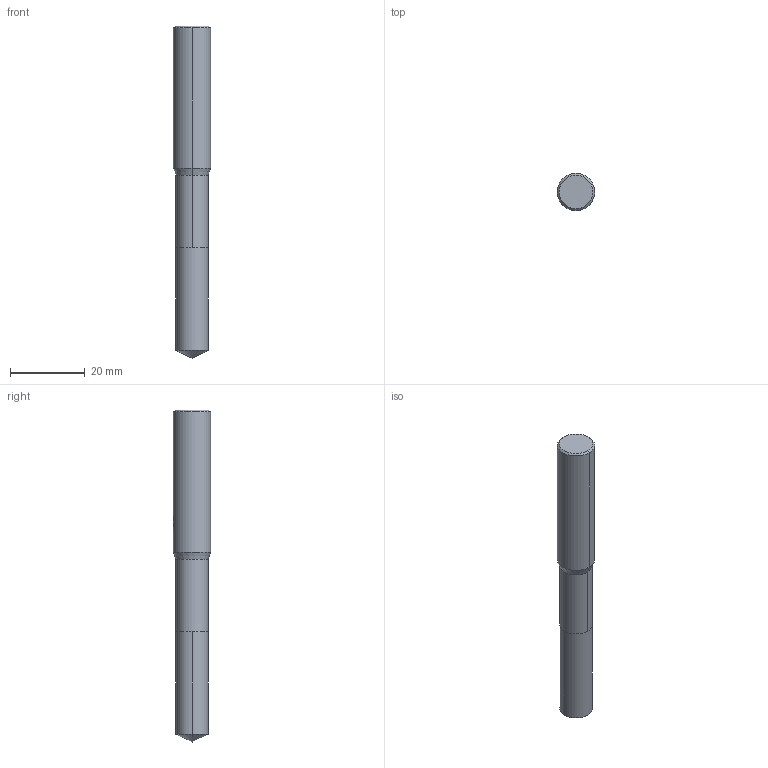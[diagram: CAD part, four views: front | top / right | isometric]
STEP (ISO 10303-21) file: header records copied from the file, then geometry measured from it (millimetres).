
FILE_DESCRIPTION(('no description'),'unknown implementation level');
FILE_NAME('solid9om4VGvQLeJ8VkHUlavyBISHNx4_1.STP',' ',('CIMSOURCE GmbH'),('CADClick - KiM GmbH - www.kimweb.de'),'unknown preprocess','ACIS','unknown authorization');
FILE_SCHEMA(('automotive_design'));
Length unit declared in the file: millimetre
Products named in the file (2): NOCUT; CUT
Bounding box: 10 x 10 x 89 mm (x, y, z)
Volume: 5951 mm3; surface area: 2795 mm2
Topology: 2 solids, 2 shells, 28 faces, 67 edges, 41 vertices
Faces by surface type: cylinder 14, plane 8, cone 6
Entity records: 1833 total; most frequent: CARTESIAN_POINT 390, DIRECTION 139, STYLED_ITEM 136, PRESENTATION_STYLE_ASSIGNMENT 136, COLOUR_RGB 136, ORIENTED_EDGE 130, EDGE_CURVE 65, CURVE_STYLE 65
